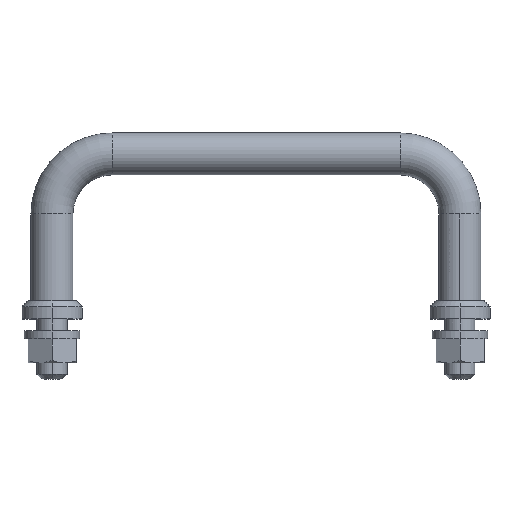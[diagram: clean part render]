
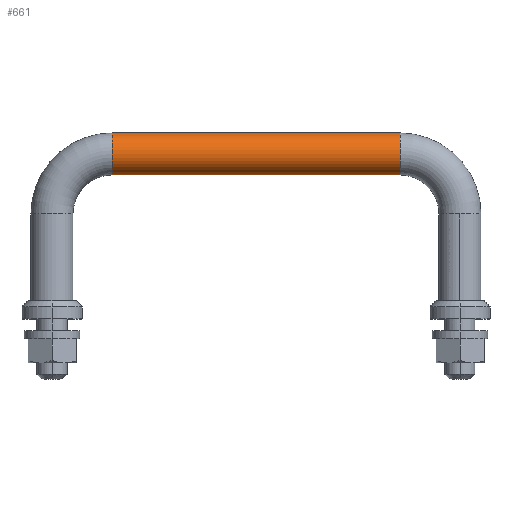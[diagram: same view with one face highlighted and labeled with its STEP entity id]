
A CAD part, top view. The second image highlights one B-rep face of the part: STEP entity #661.
In plain terms, the highlighted cylindrical face has radius 3.5 mm (diameter 7 mm), a partial arc.
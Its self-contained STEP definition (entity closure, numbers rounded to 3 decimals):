
#35 = CARTESIAN_POINT ( 'NONE',  ( 24., 26.5, 0. ) ) ;
#41 = CARTESIAN_POINT ( 'NONE',  ( 24., 30., 0. ) ) ;
#59 = LINE ( 'NONE', #1444, #1142 ) ;
#141 = DIRECTION ( 'NONE',  ( 0., 0., 1. ) ) ;
#157 = ORIENTED_EDGE ( 'NONE', *, *, #1599, .T. ) ;
#258 = CYLINDRICAL_SURFACE ( 'NONE', #310, 3.5 ) ;
#298 = DIRECTION ( 'NONE',  ( 1., 0., 0. ) ) ;
#310 = AXIS2_PLACEMENT_3D ( 'NONE', #666, #968, #1659 ) ;
#329 = CARTESIAN_POINT ( 'NONE',  ( -24., 23., 0. ) ) ;
#452 = CIRCLE ( 'NONE', #523, 3.5 ) ;
#461 = EDGE_LOOP ( 'NONE', ( #991, #157, #992, #1151 ) ) ;
#523 = AXIS2_PLACEMENT_3D ( 'NONE', #35, #996, #141 ) ;
#573 = VERTEX_POINT ( 'NONE', #601 ) ;
#601 = CARTESIAN_POINT ( 'NONE',  ( -24., 30., 0. ) ) ;
#661 = ADVANCED_FACE ( 'NONE', ( #1112 ), #258, .T. ) ;
#666 = CARTESIAN_POINT ( 'NONE',  ( -24., 26.5, 0. ) ) ;
#683 = DIRECTION ( 'NONE',  ( 0., 0., 1. ) ) ;
#859 = DIRECTION ( 'NONE',  ( 1., 0., 0. ) ) ;
#955 = VECTOR ( 'NONE', #859, 1000. ) ;
#968 = DIRECTION ( 'NONE',  ( 1., 0., 0. ) ) ;
#991 = ORIENTED_EDGE ( 'NONE', *, *, #1737, .T. ) ;
#992 = ORIENTED_EDGE ( 'NONE', *, *, #1580, .F. ) ;
#996 = DIRECTION ( 'NONE',  ( 1., 0., 0. ) ) ;
#1012 = CARTESIAN_POINT ( 'NONE',  ( -24., 30., 0. ) ) ;
#1112 = FACE_OUTER_BOUND ( 'NONE', #461, .T. ) ;
#1142 = VECTOR ( 'NONE', #298, 1000. ) ;
#1151 = ORIENTED_EDGE ( 'NONE', *, *, #1655, .F. ) ;
#1164 = VERTEX_POINT ( 'NONE', #329 ) ;
#1169 = CIRCLE ( 'NONE', #1410, 3.5 ) ;
#1212 = VERTEX_POINT ( 'NONE', #1459 ) ;
#1341 = LINE ( 'NONE', #1012, #955 ) ;
#1410 = AXIS2_PLACEMENT_3D ( 'NONE', #1419, #1701, #683 ) ;
#1419 = CARTESIAN_POINT ( 'NONE',  ( -24., 26.5, 0. ) ) ;
#1444 = CARTESIAN_POINT ( 'NONE',  ( -24., 23., 0. ) ) ;
#1459 = CARTESIAN_POINT ( 'NONE',  ( 24., 23., 0. ) ) ;
#1580 = EDGE_CURVE ( 'NONE', #1670, #1212, #452, .T. ) ;
#1599 = EDGE_CURVE ( 'NONE', #1164, #1212, #59, .T. ) ;
#1655 = EDGE_CURVE ( 'NONE', #573, #1670, #1341, .T. ) ;
#1659 = DIRECTION ( 'NONE',  ( 0., 1., 0. ) ) ;
#1670 = VERTEX_POINT ( 'NONE', #41 ) ;
#1701 = DIRECTION ( 'NONE',  ( 1., 0., 0. ) ) ;
#1737 = EDGE_CURVE ( 'NONE', #573, #1164, #1169, .T. ) ;
